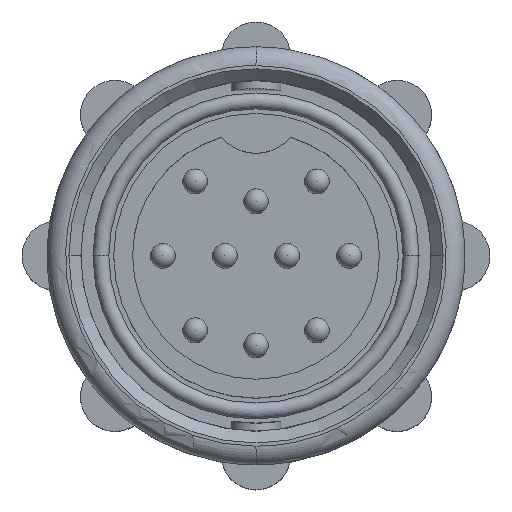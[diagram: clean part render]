
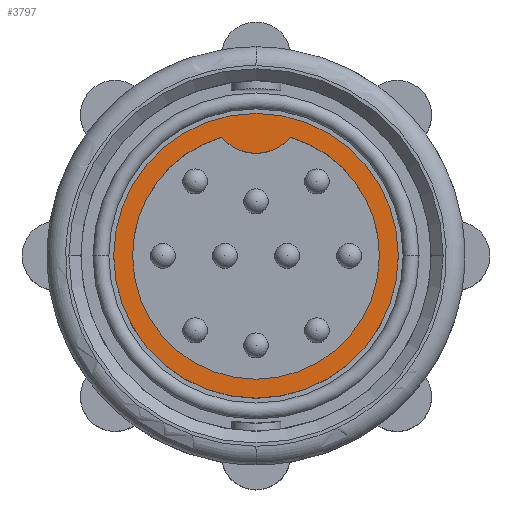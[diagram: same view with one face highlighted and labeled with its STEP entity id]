
A CAD part, top view. The second image highlights one B-rep face of the part: STEP entity #3797.
In plain terms, the highlighted planar face has unit normal (0, 0, 1).
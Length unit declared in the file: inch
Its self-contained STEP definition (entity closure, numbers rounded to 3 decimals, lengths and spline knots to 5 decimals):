
#514 = EDGE_CURVE ( 'NONE', #5362, #2644, #8262, .T. ) ;
#812 = EDGE_CURVE ( 'NONE', #2644, #6782, #8512, .T. ) ;
#870 = CARTESIAN_POINT ( 'NONE',  ( 0., 0., 0. ) ) ;
#1012 = CIRCLE ( 'NONE', #6976, 0.31 ) ;
#1149 = CARTESIAN_POINT ( 'NONE',  ( 0.08605, 0.29782, 0. ) ) ;
#1174 = EDGE_LOOP ( 'NONE', ( #3079, #5485, #4724, #7712 ) ) ;
#1580 = DIRECTION ( 'NONE',  ( 1., 0., 0. ) ) ;
#1591 = VERTEX_POINT ( 'NONE', #6939 ) ;
#1624 = EDGE_LOOP ( 'NONE', ( #4471, #4334 ) ) ;
#1990 = EDGE_CURVE ( 'NONE', #5164, #1591, #5940, .T. ) ;
#2644 = VERTEX_POINT ( 'NONE', #3886 ) ;
#2756 = CARTESIAN_POINT ( 'NONE',  ( 0., 0., 0. ) ) ;
#2798 = CARTESIAN_POINT ( 'NONE',  ( -0.08605, 0.29782, 0. ) ) ;
#3079 = ORIENTED_EDGE ( 'NONE', *, *, #514, .F. ) ;
#3169 = DIRECTION ( 'NONE',  ( -1., 0., 0. ) ) ;
#3297 = DIRECTION ( 'NONE',  ( 0., 0., -1. ) ) ;
#3396 = EDGE_CURVE ( 'NONE', #7557, #5362, #8546, .T. ) ;
#3797 = ADVANCED_FACE ( 'NONE', ( #6015, #6159 ), #3993, .F. ) ;
#3886 = CARTESIAN_POINT ( 'NONE',  ( -0.31, 0., 0. ) ) ;
#3933 = CARTESIAN_POINT ( 'NONE',  ( 0., 0., 0. ) ) ;
#3956 = DIRECTION ( 'NONE',  ( 1., 0., 0. ) ) ;
#3988 = DIRECTION ( 'NONE',  ( 0., 0., -1. ) ) ;
#3993 = PLANE ( 'NONE',  #7105 ) ;
#4019 = CARTESIAN_POINT ( 'NONE',  ( 0., 0.3695, 0. ) ) ;
#4232 = EDGE_CURVE ( 'NONE', #6782, #7557, #1012, .T. ) ;
#4334 = ORIENTED_EDGE ( 'NONE', *, *, #1990, .F. ) ;
#4466 = CARTESIAN_POINT ( 'NONE',  ( 0., 0.3575, 0. ) ) ;
#4471 = ORIENTED_EDGE ( 'NONE', *, *, #5195, .F. ) ;
#4661 = DIRECTION ( 'NONE',  ( 1., 0., 0. ) ) ;
#4697 = AXIS2_PLACEMENT_3D ( 'NONE', #4019, #3988, #3956 ) ;
#4724 = ORIENTED_EDGE ( 'NONE', *, *, #4232, .F. ) ;
#5164 = VERTEX_POINT ( 'NONE', #8223 ) ;
#5195 = EDGE_CURVE ( 'NONE', #1591, #5164, #8944, .T. ) ;
#5244 = DIRECTION ( 'NONE',  ( 1., 0., 0. ) ) ;
#5362 = VERTEX_POINT ( 'NONE', #2798 ) ;
#5485 = ORIENTED_EDGE ( 'NONE', *, *, #3396, .F. ) ;
#5940 = CIRCLE ( 'NONE', #7918, 0.3575 ) ;
#5953 = DIRECTION ( 'NONE',  ( 0., 0., 1. ) ) ;
#6015 = FACE_BOUND ( 'NONE', #1174, .T. ) ;
#6159 = FACE_OUTER_BOUND ( 'NONE', #1624, .T. ) ;
#6260 = DIRECTION ( 'NONE',  ( 0., 0., -1. ) ) ;
#6266 = CARTESIAN_POINT ( 'NONE',  ( 0.31, 0., 0. ) ) ;
#6682 = CARTESIAN_POINT ( 'NONE',  ( 0., 0., 0. ) ) ;
#6723 = AXIS2_PLACEMENT_3D ( 'NONE', #3933, #9059, #4661 ) ;
#6751 = AXIS2_PLACEMENT_3D ( 'NONE', #8169, #8198, #8216 ) ;
#6782 = VERTEX_POINT ( 'NONE', #6266 ) ;
#6939 = CARTESIAN_POINT ( 'NONE',  ( 0.3575, 0., 0. ) ) ;
#6976 = AXIS2_PLACEMENT_3D ( 'NONE', #870, #5953, #1580 ) ;
#7105 = AXIS2_PLACEMENT_3D ( 'NONE', #4466, #3297, #3169 ) ;
#7557 = VERTEX_POINT ( 'NONE', #1149 ) ;
#7606 = DIRECTION ( 'NONE',  ( 0., 0., 1. ) ) ;
#7712 = ORIENTED_EDGE ( 'NONE', *, *, #812, .F. ) ;
#7829 = DIRECTION ( 'NONE',  ( 1., 0., 0. ) ) ;
#7918 = AXIS2_PLACEMENT_3D ( 'NONE', #2756, #6260, #5244 ) ;
#8169 = CARTESIAN_POINT ( 'NONE',  ( 0., 0., 0. ) ) ;
#8198 = DIRECTION ( 'NONE',  ( 0., 0., 1. ) ) ;
#8216 = DIRECTION ( 'NONE',  ( 1., 0., 0. ) ) ;
#8223 = CARTESIAN_POINT ( 'NONE',  ( -0.3575, 0., 0. ) ) ;
#8262 = CIRCLE ( 'NONE', #6751, 0.31 ) ;
#8512 = CIRCLE ( 'NONE', #9037, 0.31 ) ;
#8546 = CIRCLE ( 'NONE', #4697, 0.112 ) ;
#8944 = CIRCLE ( 'NONE', #6723, 0.3575 ) ;
#9037 = AXIS2_PLACEMENT_3D ( 'NONE', #6682, #7606, #7829 ) ;
#9059 = DIRECTION ( 'NONE',  ( 0., 0., -1. ) ) ;
